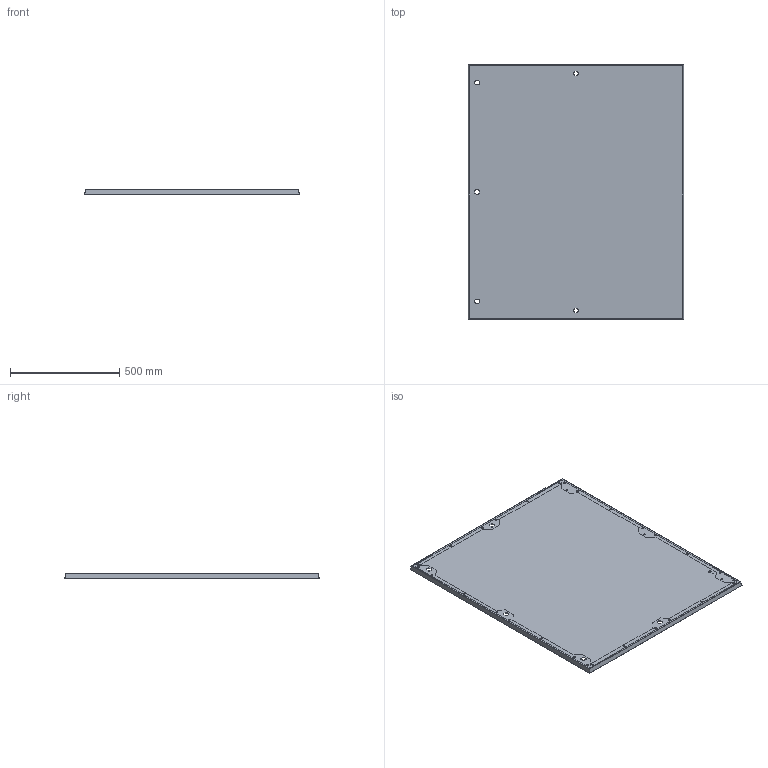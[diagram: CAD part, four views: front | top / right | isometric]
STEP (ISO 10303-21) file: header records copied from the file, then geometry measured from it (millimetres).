
FILE_DESCRIPTION (( 'STEP AP214' ), '1' );
FILE_NAME ('3353-1012-01-00.step', '2024-01-10T13:35:53', ( '' ), ( '' ), 'SwSTEP 2.0', 'SolidWorks 2019', '' );
FILE_SCHEMA (( 'AUTOMOTIVE_DESIGN' ));
Length unit declared in the file: millimetre
Products named in the file (1): 3353-1012-01-00
Bounding box: 984 x 1164 x 22 mm (x, y, z)
Volume: 2085893 mm3; surface area: 2803677.9 mm2
Topology: 5 solids, 5 shells, 1303 faces, 3282 edges, 2092 vertices
Faces by surface type: plane 763, cylinder 540
Entity records: 40050 total; most frequent: DIRECTION 7362, CARTESIAN_POINT 6678, ORIENTED_EDGE 6564, EDGE_CURVE 3282, AXIS2_PLACEMENT_3D 2776, VERTEX_POINT 2092, VECTOR 1810, LINE 1810
